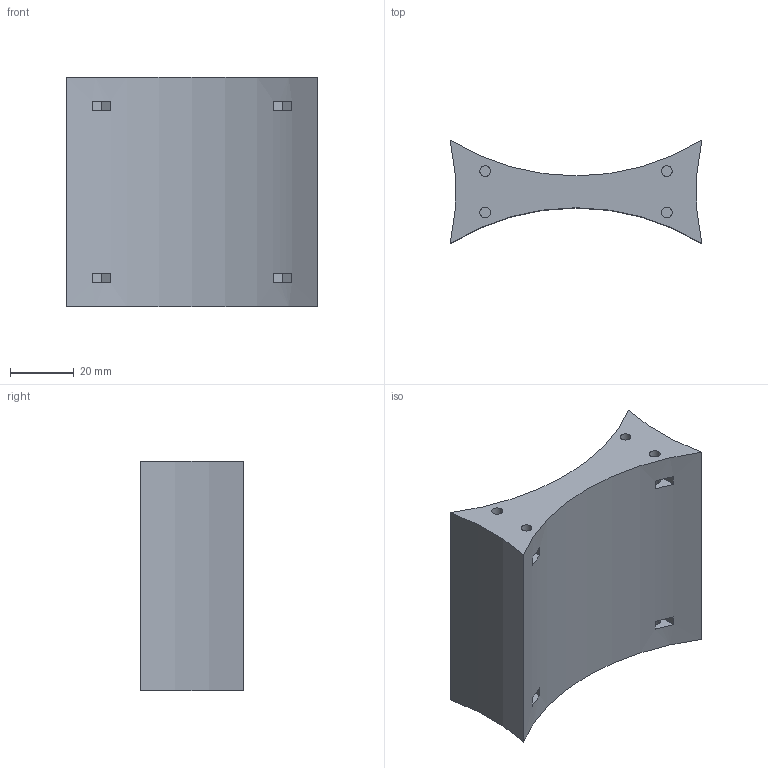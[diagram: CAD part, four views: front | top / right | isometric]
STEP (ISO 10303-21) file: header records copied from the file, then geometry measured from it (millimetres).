
FILE_DESCRIPTION(('FreeCAD Model'),'2;1');
FILE_NAME('Open CASCADE Shape Model','2021-07-31T13:59:02',('Author'),( ''),'Open CASCADE STEP processor 7.5','FreeCAD','Unknown');
FILE_SCHEMA(('AUTOMOTIVE_DESIGN { 1 0 10303 214 1 1 1 1 }'));
Length unit declared in the file: millimetre
Products named in the file (1): Art2BodyUnion
Bounding box: 79 x 32.49 x 72 mm (x, y, z)
Volume: 89862.9 mm3; surface area: 22343.5 mm2
Topology: 1 solids, 1 shells, 78 faces, 180 edges, 120 vertices
Faces by surface type: plane 58, cylinder 20
Full cylindrical faces by diameter (mm): 3.4 x16
Entity records: 4686 total; most frequent: CARTESIAN_POINT 883, DIRECTION 730, LINE 428, VECTOR 428, ORIENTED_EDGE 360, PCURVE 360, DEFINITIONAL_REPRESENTATION 360, EDGE_CURVE 180
